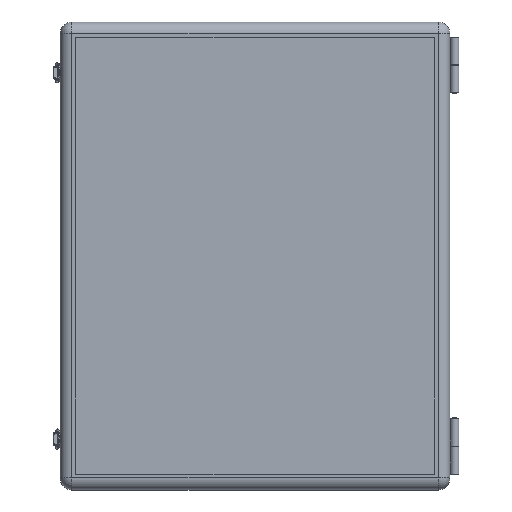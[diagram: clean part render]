
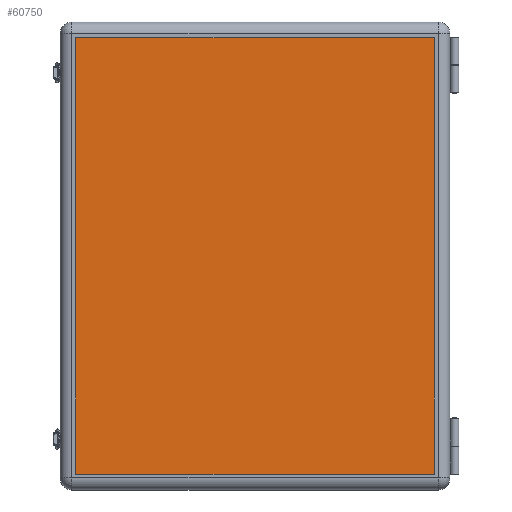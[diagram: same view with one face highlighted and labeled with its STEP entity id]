
A CAD part, top view. The second image highlights one B-rep face of the part: STEP entity #60750.
In plain terms, the highlighted face is planar.
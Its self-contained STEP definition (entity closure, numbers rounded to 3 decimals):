
#5073 = ORIENTED_EDGE ( 'NONE', *, *, #32138, .F. ) ;
#5075 = ORIENTED_EDGE ( 'NONE', *, *, #32135, .F. ) ;
#5077 = ORIENTED_EDGE ( 'NONE', *, *, #32140, .F. ) ;
#5079 = ORIENTED_EDGE ( 'NONE', *, *, #32131, .F. ) ;
#32131 = EDGE_CURVE ( 'NONE', #33532, #33536, #41170, .T. ) ;
#32135 = EDGE_CURVE ( 'NONE', #33537, #33540, #41300, .T. ) ;
#32138 = EDGE_CURVE ( 'NONE', #33540, #33532, #41311, .T. ) ;
#32140 = EDGE_CURVE ( 'NONE', #33536, #33537, #41353, .T. ) ;
#33532 = VERTEX_POINT ( 'NONE', #42780 ) ;
#33536 = VERTEX_POINT ( 'NONE', #42784 ) ;
#33537 = VERTEX_POINT ( 'NONE', #42785 ) ;
#33540 = VERTEX_POINT ( 'NONE', #42788 ) ;
#35845 = EDGE_LOOP ( 'NONE', ( #5073, #5075, #5077, #5079 ) ) ;
#41170 = LINE ( 'NONE', #41305, #41877 ) ;
#41300 = LINE ( 'NONE', #41328, #41912 ) ;
#41305 = CARTESIAN_POINT ( 'NONE',  ( 230., -283.5, 0. ) ) ;
#41307 = DIRECTION ( 'NONE',  ( 0., 1., 0. ) ) ;
#41311 = LINE ( 'NONE', #41344, #41916 ) ;
#41328 = CARTESIAN_POINT ( 'NONE',  ( -230., -283.5, 0. ) ) ;
#41330 = DIRECTION ( 'NONE',  ( 0., -1., 0. ) ) ;
#41344 = CARTESIAN_POINT ( 'NONE',  ( -233.5, -280., 0. ) ) ;
#41348 = DIRECTION ( 'NONE',  ( 1., 0., 0. ) ) ;
#41353 = LINE ( 'NONE', #41356, #41924 ) ;
#41356 = CARTESIAN_POINT ( 'NONE',  ( -233.5, 280., 0. ) ) ;
#41358 = DIRECTION ( 'NONE',  ( -1., 0., 0. ) ) ;
#41877 = VECTOR ( 'NONE', #41307, 1000. ) ;
#41912 = VECTOR ( 'NONE', #41330, 1000. ) ;
#41916 = VECTOR ( 'NONE', #41348, 1000. ) ;
#41924 = VECTOR ( 'NONE', #41358, 1000. ) ;
#42780 = CARTESIAN_POINT ( 'NONE',  ( 230., -280., 0. ) ) ;
#42784 = CARTESIAN_POINT ( 'NONE',  ( 230., 280., 0. ) ) ;
#42785 = CARTESIAN_POINT ( 'NONE',  ( -230., 280., 0. ) ) ;
#42788 = CARTESIAN_POINT ( 'NONE',  ( -230., -280., 0. ) ) ;
#50567 = AXIS2_PLACEMENT_3D ( 'NONE', #55068, #55082, #55083 ) ;
#55068 = CARTESIAN_POINT ( 'NONE',  ( -233.5, -283.5, 0. ) ) ;
#55079 = FACE_OUTER_BOUND ( 'NONE', #35845, .T. ) ;
#55080 = PLANE ( 'NONE',  #50567 ) ;
#55082 = DIRECTION ( 'NONE',  ( 0., 0., 1. ) ) ;
#55083 = DIRECTION ( 'NONE',  ( 1., 0., 0. ) ) ;
#60750 = ADVANCED_FACE ( 'NONE', ( #55079 ), #55080, .F. ) ;
